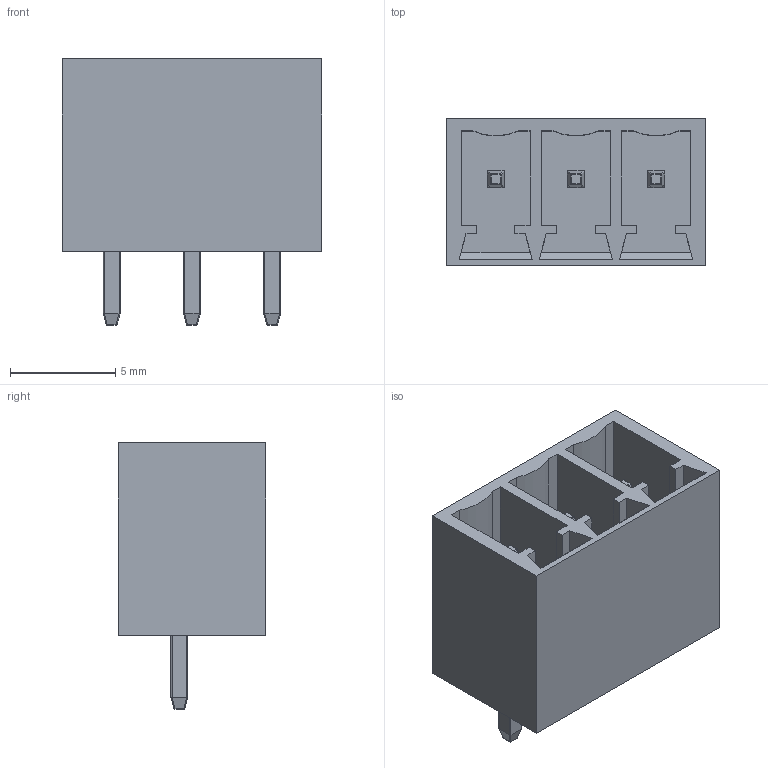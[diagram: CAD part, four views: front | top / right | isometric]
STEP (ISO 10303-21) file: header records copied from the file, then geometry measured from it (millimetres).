
FILE_DESCRIPTION (( 'STEP AP214' ), '1' );
FILE_NAME ('CONN-TH_WJ3.81-LI-3P-15.step', '2022-08-08T03:36:48', ( '' ), ( '' ), 'SwSTEP 2.0', 'SolidWorks 2020', '' );
FILE_SCHEMA (( 'AUTOMOTIVE_DESIGN' ));
Length unit declared in the file: millimetre
Products named in the file (1): CONN-TH_WJ3.81-LI-3P-15
Bounding box: 12.31 x 7 x 12.65 mm (x, y, z)
Volume: 393.9 mm3; surface area: 1123.3 mm2
Topology: 14 solids, 14 shells, 672 faces, 1752 edges, 1144 vertices
Faces by surface type: plane 433, bspline 140, cylinder 75, sphere 24
Entity records: 30459 total; most frequent: CARTESIAN_POINT 7449, ORIENTED_EDGE 3504, DIRECTION 2594, EDGE_CURVE 1752, LINE 1288, VECTOR 1288, VERTEX_POINT 1144, EDGE_LOOP 720
